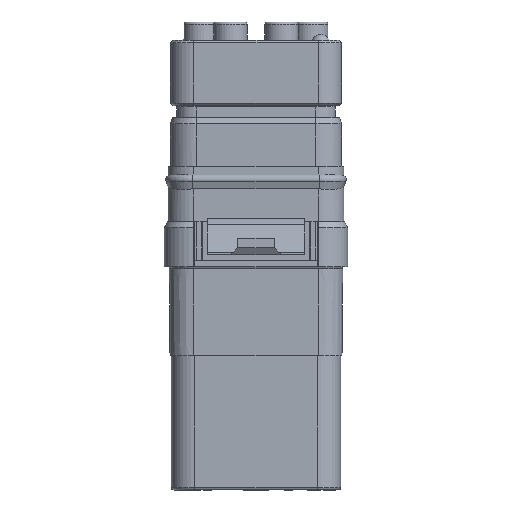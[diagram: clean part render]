
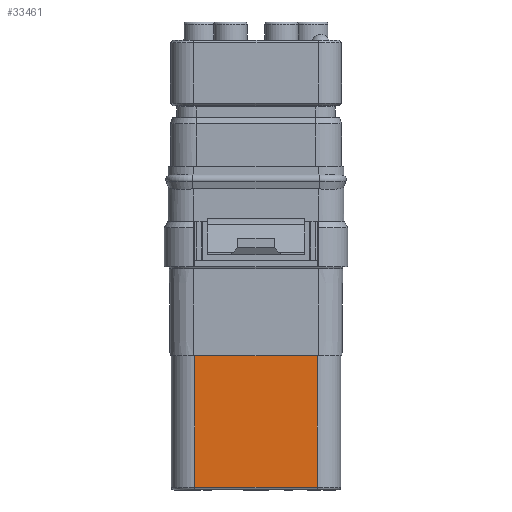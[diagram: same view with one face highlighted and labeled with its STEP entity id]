
A CAD part, front view. The second image highlights one B-rep face of the part: STEP entity #33461.
In plain terms, the highlighted planar face has unit normal (0, -1, 0).
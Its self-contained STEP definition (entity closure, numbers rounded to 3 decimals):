
#3575=DIRECTION('',(1.,0.,0.));
#3576=VECTOR('',#3575,10.05);
#3577=CARTESIAN_POINT('',(-5.025,-5.8,-7.46));
#3578=LINE('',#3577,#3576);
#7883=DIRECTION('',(0.,0.,-1.));
#7884=VECTOR('',#7883,10.8);
#7885=CARTESIAN_POINT('',(5.025,-5.8,-7.46));
#7886=LINE('',#7885,#7884);
#7887=DIRECTION('',(-1.,0.,0.));
#7888=VECTOR('',#7887,10.05);
#7889=CARTESIAN_POINT('',(5.025,-5.8,-18.26));
#7890=LINE('',#7889,#7888);
#7891=DIRECTION('',(0.,0.,-1.));
#7892=VECTOR('',#7891,10.8);
#7893=CARTESIAN_POINT('',(-5.025,-5.8,-7.46));
#7894=LINE('',#7893,#7892);
#21332=CARTESIAN_POINT('',(5.025,-5.8,-18.26));
#21334=VERTEX_POINT('',#21332);
#21337=CARTESIAN_POINT('',(-5.025,-5.8,-18.26));
#21338=VERTEX_POINT('',#21337);
#21508=CARTESIAN_POINT('',(-5.025,-5.8,-7.46));
#21509=CARTESIAN_POINT('',(5.025,-5.8,-7.46));
#21510=VERTEX_POINT('',#21508);
#21511=VERTEX_POINT('',#21509);
#33449=CARTESIAN_POINT('',(-6.925,-5.8,-18.46));
#33450=DIRECTION('',(0.,-1.,0.));
#33451=DIRECTION('',(1.,0.,0.));
#33452=AXIS2_PLACEMENT_3D('',#33449,#33450,#33451);
#33453=PLANE('',#33452);
#33454=ORIENTED_EDGE('',*,*,#27855,.T.);
#33455=ORIENTED_EDGE('',*,*,#33444,.T.);
#33456=ORIENTED_EDGE('',*,*,#27766,.T.);
#33458=ORIENTED_EDGE('',*,*,#33457,.F.);
#33459=EDGE_LOOP('',(#33454,#33455,#33456,#33458));
#33460=FACE_OUTER_BOUND('',#33459,.F.);
#33461=ADVANCED_FACE('',(#33460),#33453,.T.);
#27766=EDGE_CURVE('',#21334,#21338,#7890,.T.);
#27855=EDGE_CURVE('',#21510,#21511,#3578,.T.);
#33444=EDGE_CURVE('',#21511,#21334,#7886,.T.);
#33457=EDGE_CURVE('',#21510,#21338,#7894,.T.);
